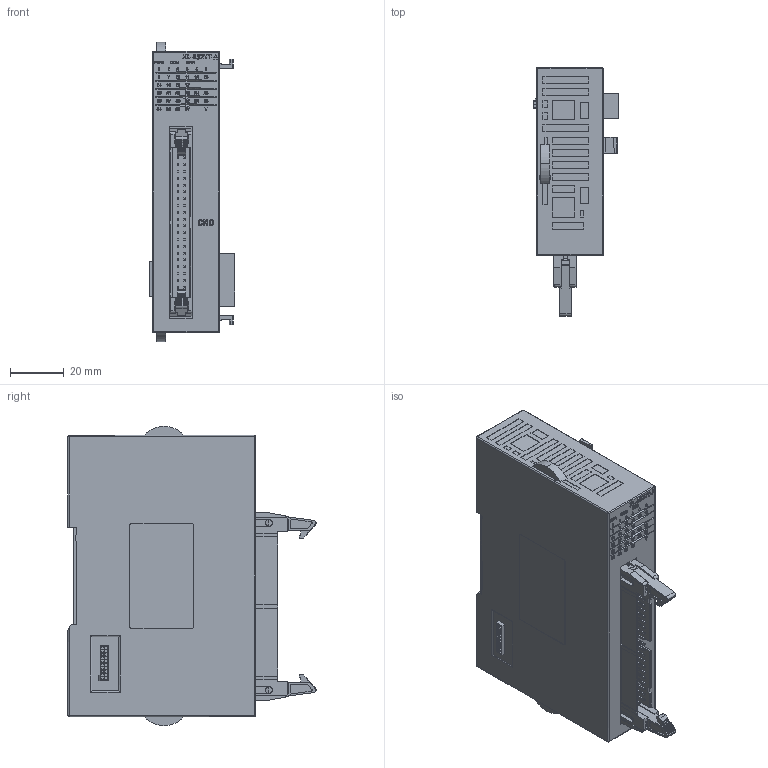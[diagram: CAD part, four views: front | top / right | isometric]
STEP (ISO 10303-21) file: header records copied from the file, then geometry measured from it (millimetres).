
FILE_DESCRIPTION(/* description */ (''),/* implementation_level */ '2;1');
FILE_NAME(/* name */ 'XL-E32~3',/* time_stamp */ '2022-08-15T11:15:46+08:00',/* author */ (''),/* organization */ (''),/* preprocessor_version */ 'ST-DEVELOPER v16.5',/* originating_system */ '',/* authorisation */ '');
FILE_SCHEMA (('CONFIG_CONTROL_DESIGN'));
Products named in the file (1): Document
Bounding box: 32.11 x 92.66 x 111.79 mm (x, y, z)
Volume: 184419.1 mm3; surface area: 31057 mm2
Topology: 82 solids, 82 shells, 3397 faces, 9208 edges, 6017 vertices
Faces by surface type: plane 2752, bspline 486, cylinder 159
Entity records: 105758 total; most frequent: CARTESIAN_POINT 43246, ORIENTED_EDGE 18414, EDGE_CURVE 9207, B_SPLINE_CURVE_WITH_KNOTS 8826, VERTEX_POINT 6017, EDGE_LOOP 3604, ADVANCED_FACE 3397, FACE_OUTER_BOUND 3397
